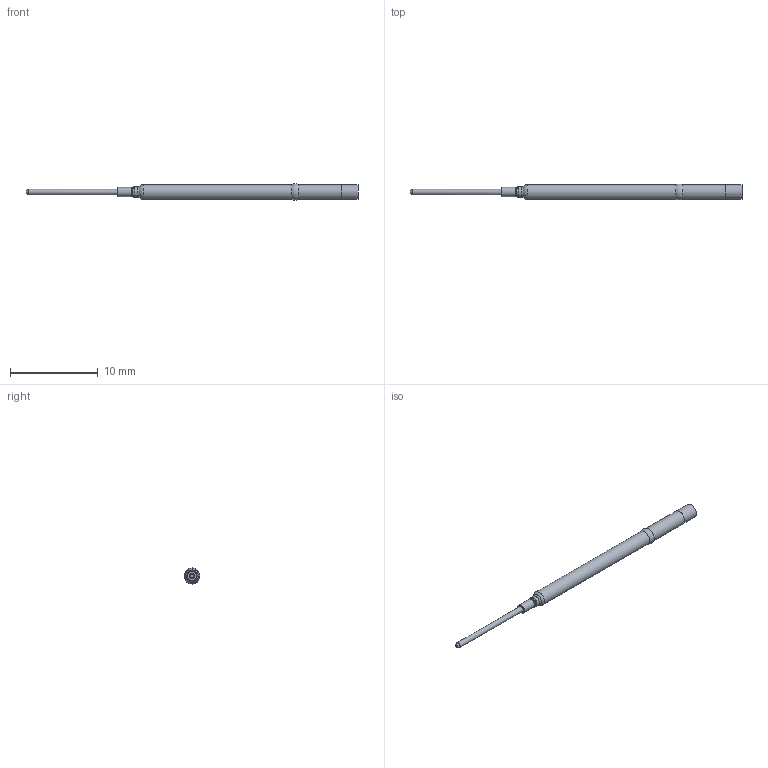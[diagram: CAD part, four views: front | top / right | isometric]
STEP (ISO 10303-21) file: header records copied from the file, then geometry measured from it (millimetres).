
FILE_DESCRIPTION (( 'STEP AP214' ), '1' );
FILE_NAME ('100-SD25R.STEP', '2020-09-28T15:10:37', ( '' ), ( '' ), 'SwSTEP 2.0', 'SolidWorks 2019', '' );
FILE_SCHEMA (( 'AUTOMOTIVE_DESIGN' ));
Length unit declared in the file: inch
Products named in the file (1): 100-SD25R
Bounding box: 37.85 x 1.82 x 1.84 mm (x, y, z)
Volume: 60.5 mm3; surface area: 163.6 mm2
Topology: 1 solids, 1 shells, 17 faces, 31 edges, 17 vertices
Faces by surface type: cylinder 6, torus 5, plane 3, cone 3
Full cylindrical faces by diameter (mm): 0.631 x1, 1.049 x1, 1.194 x1, 1.638 x1, 1.676 x2
Entity records: 595 total; most frequent: DIRECTION 68, CARTESIAN_POINT 50, AXIS2_PLACEMENT_3D 34, EDGE_LOOP 32, ORIENTED_EDGE 32, FACE_OUTER_BOUND 28, DIMENSIONAL_EXPONENTS 20, LENGTH_MEASURE_WITH_UNIT 20
